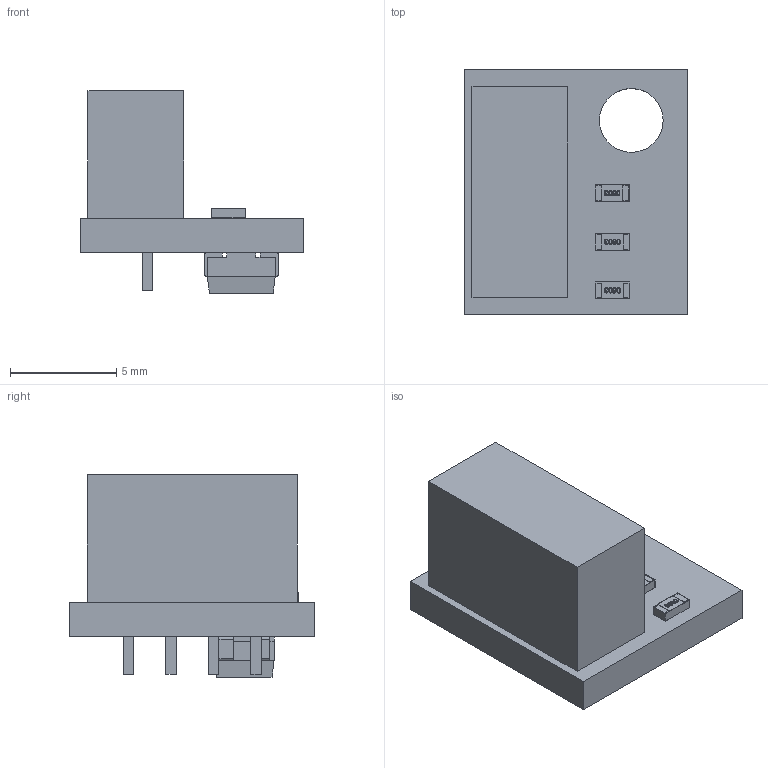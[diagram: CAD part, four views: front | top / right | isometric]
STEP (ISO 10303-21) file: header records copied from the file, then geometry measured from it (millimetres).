
FILE_DESCRIPTION(('Open CASCADE Model'),'2;1');
FILE_NAME('Open CASCADE Shape Model','2020-11-23T14:10:21',('Author'),( 'Open CASCADE'),'Open CASCADE STEP processor 6.8','Open CASCADE 6.8' ,'Unknown');
FILE_SCHEMA(('AUTOMOTIVE_DESIGN { 1 0 10303 214 1 1 1 1 }'));
Length unit declared in the file: millimetre
Products named in the file (14): PCB; Board; Open CASCADE STEP translator 6.8 6.1.1; R3; R0603; R2; R1; P1; 6143871312; Extruded; 6143872192; D1; RGB-3228
Assembly tree (18 placements, depth 4):
  PCB
    Board
      Open CASCADE STEP translator 6.8 6.1.1
    R3
      R0603
    R2
      R0603
    R1
      R0603
    P1
      6143871312
        Extruded
      6143872192  x4
        Extruded
    D1
      RGB-3228
Bounding box: 10.54 x 11.56 x 9.53 mm (x, y, z)
Volume: 468.3 mm3; surface area: 709.9 mm2
Topology: 19 solids, 19 shells, 439 faces, 1129 edges, 750 vertices
Faces by surface type: plane 271, bspline 147, cylinder 19, cone 2
Full cylindrical faces by diameter (mm): 1 x4, 3 x1
Entity records: 10523 total; most frequent: CARTESIAN_POINT 4298, ORIENTED_EDGE 1166, DIRECTION 913, EDGE_CURVE 583, LINE 439, VECTOR 439, VERTEX_POINT 386, FACE_BOUND 243
